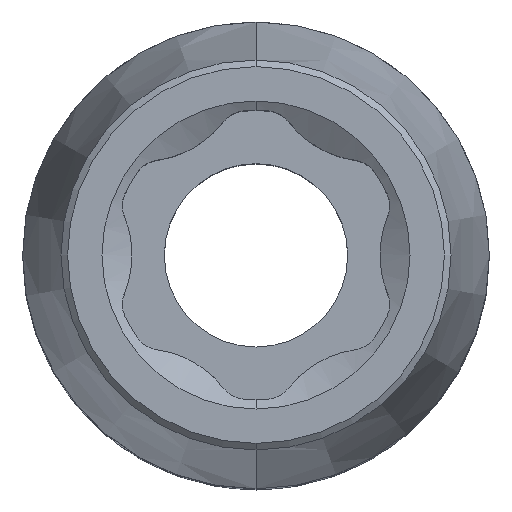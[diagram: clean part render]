
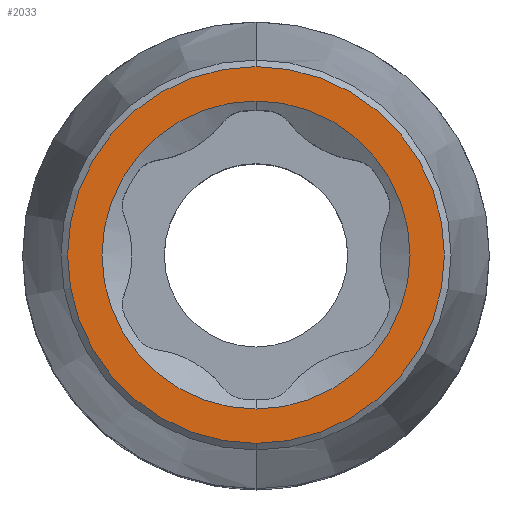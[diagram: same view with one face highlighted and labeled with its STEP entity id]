
A CAD part, top view. The second image highlights one B-rep face of the part: STEP entity #2033.
In plain terms, the highlighted planar face has unit normal (0, 0, 1).
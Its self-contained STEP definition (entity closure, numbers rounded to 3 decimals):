
#810=CARTESIAN_POINT('',(0.,0.,40.));
#811=DIRECTION('',(0.,0.,-1.));
#812=DIRECTION('',(0.,1.,0.));
#813=AXIS2_PLACEMENT_3D('',#810,#811,#812);
#815=CARTESIAN_POINT('',(0.,0.,40.));
#816=DIRECTION('',(0.,0.,-1.));
#817=DIRECTION('',(0.,-1.,0.));
#818=AXIS2_PLACEMENT_3D('',#815,#816,#817);
#820=CARTESIAN_POINT('',(0.,0.,40.));
#821=DIRECTION('',(0.,0.,-1.));
#822=DIRECTION('',(0.,-1.,0.));
#823=AXIS2_PLACEMENT_3D('',#820,#821,#822);
#825=CARTESIAN_POINT('',(0.,0.,40.));
#826=DIRECTION('',(0.,0.,-1.));
#827=DIRECTION('',(0.,1.,0.));
#828=AXIS2_PLACEMENT_3D('',#825,#826,#827);
#1162=CARTESIAN_POINT('',(0.,8.215,40.));
#1163=CARTESIAN_POINT('',(0.,-8.215,40.));
#1164=VERTEX_POINT('',#1162);
#1165=VERTEX_POINT('',#1163);
#1314=CARTESIAN_POINT('',(0.,-10.05,40.));
#1315=CARTESIAN_POINT('',(0.,10.05,40.));
#1316=VERTEX_POINT('',#1314);
#1317=VERTEX_POINT('',#1315);
#2019=CARTESIAN_POINT('',(0.,0.,40.));
#2020=DIRECTION('',(0.,0.,1.));
#2021=DIRECTION('',(0.,1.,0.));
#2022=AXIS2_PLACEMENT_3D('',#2019,#2020,#2021);
#2023=PLANE('',#2022);
#2024=ORIENTED_EDGE('',*,*,#1389,.T.);
#2025=ORIENTED_EDGE('',*,*,#1404,.T.);
#2026=EDGE_LOOP('',(#2024,#2025));
#2027=FACE_OUTER_BOUND('',#2026,.F.);
#2028=ORIENTED_EDGE('',*,*,#1985,.F.);
#2030=ORIENTED_EDGE('',*,*,#2029,.F.);
#2031=EDGE_LOOP('',(#2028,#2030));
#2032=FACE_BOUND('',#2031,.F.);
#2033=ADVANCED_FACE('',(#2027,#2032),#2023,.T.);
#814=CIRCLE('',#813,8.215);
#819=CIRCLE('',#818,8.215);
#824=CIRCLE('',#823,10.05);
#829=CIRCLE('',#828,10.05);
#1389=EDGE_CURVE('',#1316,#1317,#824,.T.);
#1404=EDGE_CURVE('',#1317,#1316,#829,.T.);
#1985=EDGE_CURVE('',#1164,#1165,#814,.T.);
#2029=EDGE_CURVE('',#1165,#1164,#819,.T.);
